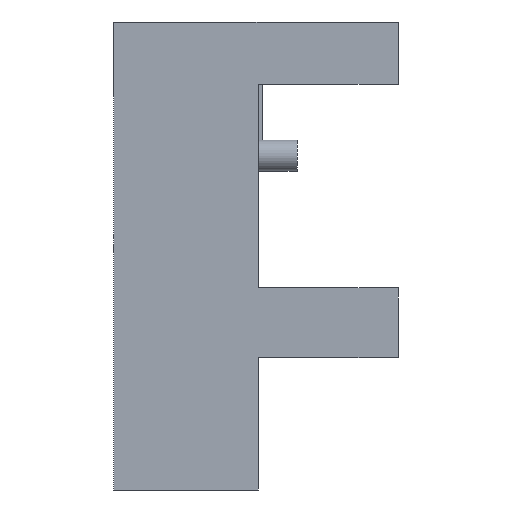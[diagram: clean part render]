
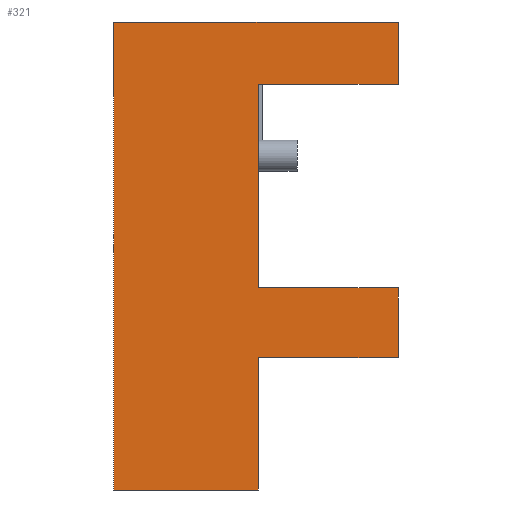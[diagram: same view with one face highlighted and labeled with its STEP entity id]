
A CAD part, left-side view. The second image highlights one B-rep face of the part: STEP entity #321.
In plain terms, the highlighted planar face has unit normal (-1, 0, 0).
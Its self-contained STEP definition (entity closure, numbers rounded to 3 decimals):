
#62 = VECTOR ( 'NONE', #1137, 1000. ) ;
#97 = ORIENTED_EDGE ( 'NONE', *, *, #566, .T. ) ;
#98 = DIRECTION ( 'NONE',  ( 0., 1., 0. ) ) ;
#103 = ORIENTED_EDGE ( 'NONE', *, *, #1749, .T. ) ;
#146 = LINE ( 'NONE', #1520, #1538 ) ;
#151 = EDGE_CURVE ( 'NONE', #1523, #337, #762, .T. ) ;
#177 = EDGE_CURVE ( 'NONE', #1857, #1713, #146, .T. ) ;
#187 = CARTESIAN_POINT ( 'NONE',  ( -3.71, 1.86, -3.01 ) ) ;
#209 = EDGE_LOOP ( 'NONE', ( #103, #1353, #1203, #1006, #97, #500, #561, #1152, #1212, #331 ) ) ;
#251 = DIRECTION ( 'NONE',  ( 0., 0., 1. ) ) ;
#304 = LINE ( 'NONE', #453, #1829 ) ;
#312 = CARTESIAN_POINT ( 'NONE',  ( -3.71, -1.8, 2.21 ) ) ;
#321 = ADVANCED_FACE ( 'NONE', ( #1690 ), #496, .F. ) ;
#331 = ORIENTED_EDGE ( 'NONE', *, *, #177, .T. ) ;
#337 = VERTEX_POINT ( 'NONE', #1401 ) ;
#342 = CARTESIAN_POINT ( 'NONE',  ( -3.71, 1.86, 3.01 ) ) ;
#344 = CARTESIAN_POINT ( 'NONE',  ( -3.71, -1.8, -0.41 ) ) ;
#371 = CARTESIAN_POINT ( 'NONE',  ( -3.71, -1.8, -0.41 ) ) ;
#376 = VECTOR ( 'NONE', #98, 1000. ) ;
#453 = CARTESIAN_POINT ( 'NONE',  ( -3.71, -1.8, -1.31 ) ) ;
#496 = PLANE ( 'NONE',  #916 ) ;
#500 = ORIENTED_EDGE ( 'NONE', *, *, #1527, .F. ) ;
#518 = CARTESIAN_POINT ( 'NONE',  ( -3.71, 0., 2.21 ) ) ;
#561 = ORIENTED_EDGE ( 'NONE', *, *, #901, .T. ) ;
#566 = EDGE_CURVE ( 'NONE', #624, #1211, #602, .T. ) ;
#573 = VERTEX_POINT ( 'NONE', #312 ) ;
#602 = LINE ( 'NONE', #755, #1649 ) ;
#617 = CARTESIAN_POINT ( 'NONE',  ( -3.71, -1.8, 0. ) ) ;
#624 = VERTEX_POINT ( 'NONE', #786 ) ;
#660 = VERTEX_POINT ( 'NONE', #1824 ) ;
#671 = LINE ( 'NONE', #1158, #62 ) ;
#698 = CARTESIAN_POINT ( 'NONE',  ( -3.71, 1.86, 3.01 ) ) ;
#699 = VERTEX_POINT ( 'NONE', #344 ) ;
#755 = CARTESIAN_POINT ( 'NONE',  ( -3.71, 0., 3.01 ) ) ;
#762 = LINE ( 'NONE', #1503, #1218 ) ;
#786 = CARTESIAN_POINT ( 'NONE',  ( -3.71, 0., -0.41 ) ) ;
#845 = CARTESIAN_POINT ( 'NONE',  ( -3.71, 0., -1.31 ) ) ;
#873 = LINE ( 'NONE', #1180, #1706 ) ;
#901 = EDGE_CURVE ( 'NONE', #573, #337, #1284, .T. ) ;
#916 = AXIS2_PLACEMENT_3D ( 'NONE', #342, #945, #1548 ) ;
#945 = DIRECTION ( 'NONE',  ( 1., 0., 0. ) ) ;
#959 = EDGE_CURVE ( 'NONE', #660, #1359, #304, .T. ) ;
#996 = LINE ( 'NONE', #371, #376 ) ;
#1006 = ORIENTED_EDGE ( 'NONE', *, *, #1606, .T. ) ;
#1011 = LINE ( 'NONE', #1631, #1142 ) ;
#1012 = EDGE_CURVE ( 'NONE', #660, #699, #1204, .T. ) ;
#1137 = DIRECTION ( 'NONE',  ( 0., 1., 0. ) ) ;
#1142 = VECTOR ( 'NONE', #1939, 1000. ) ;
#1152 = ORIENTED_EDGE ( 'NONE', *, *, #151, .F. ) ;
#1158 = CARTESIAN_POINT ( 'NONE',  ( -3.71, -1.8, 2.21 ) ) ;
#1180 = CARTESIAN_POINT ( 'NONE',  ( -3.71, 1.86, 3.01 ) ) ;
#1203 = ORIENTED_EDGE ( 'NONE', *, *, #1012, .T. ) ;
#1204 = LINE ( 'NONE', #617, #1634 ) ;
#1211 = VERTEX_POINT ( 'NONE', #518 ) ;
#1212 = ORIENTED_EDGE ( 'NONE', *, *, #1682, .F. ) ;
#1216 = DIRECTION ( 'NONE',  ( 0., -1., 0. ) ) ;
#1218 = VECTOR ( 'NONE', #1216, 1000. ) ;
#1284 = LINE ( 'NONE', #1332, #1777 ) ;
#1332 = CARTESIAN_POINT ( 'NONE',  ( -3.71, -1.8, 0. ) ) ;
#1353 = ORIENTED_EDGE ( 'NONE', *, *, #959, .F. ) ;
#1359 = VERTEX_POINT ( 'NONE', #845 ) ;
#1386 = DIRECTION ( 'NONE',  ( 0., 0., 1. ) ) ;
#1401 = CARTESIAN_POINT ( 'NONE',  ( -3.71, -1.8, 3.01 ) ) ;
#1477 = CARTESIAN_POINT ( 'NONE',  ( -3.71, 0., -3.01 ) ) ;
#1482 = DIRECTION ( 'NONE',  ( 0., 0., 1. ) ) ;
#1503 = CARTESIAN_POINT ( 'NONE',  ( -3.71, 1.86, 3.01 ) ) ;
#1518 = DIRECTION ( 'NONE',  ( 0., 0., 1. ) ) ;
#1520 = CARTESIAN_POINT ( 'NONE',  ( -3.71, 1.86, -3.01 ) ) ;
#1523 = VERTEX_POINT ( 'NONE', #698 ) ;
#1527 = EDGE_CURVE ( 'NONE', #573, #1211, #671, .T. ) ;
#1538 = VECTOR ( 'NONE', #1671, 1000. ) ;
#1548 = DIRECTION ( 'NONE',  ( 0., 0., -1. ) ) ;
#1606 = EDGE_CURVE ( 'NONE', #699, #624, #996, .T. ) ;
#1631 = CARTESIAN_POINT ( 'NONE',  ( -3.71, 0., 3.01 ) ) ;
#1634 = VECTOR ( 'NONE', #1518, 1000. ) ;
#1649 = VECTOR ( 'NONE', #1386, 1000. ) ;
#1671 = DIRECTION ( 'NONE',  ( 0., -1., 0. ) ) ;
#1682 = EDGE_CURVE ( 'NONE', #1857, #1523, #873, .T. ) ;
#1690 = FACE_OUTER_BOUND ( 'NONE', #209, .T. ) ;
#1706 = VECTOR ( 'NONE', #1482, 1000. ) ;
#1713 = VERTEX_POINT ( 'NONE', #1477 ) ;
#1749 = EDGE_CURVE ( 'NONE', #1713, #1359, #1011, .T. ) ;
#1777 = VECTOR ( 'NONE', #251, 1000. ) ;
#1790 = DIRECTION ( 'NONE',  ( 0., 1., 0. ) ) ;
#1824 = CARTESIAN_POINT ( 'NONE',  ( -3.71, -1.8, -1.31 ) ) ;
#1829 = VECTOR ( 'NONE', #1790, 1000. ) ;
#1857 = VERTEX_POINT ( 'NONE', #187 ) ;
#1939 = DIRECTION ( 'NONE',  ( 0., 0., 1. ) ) ;
